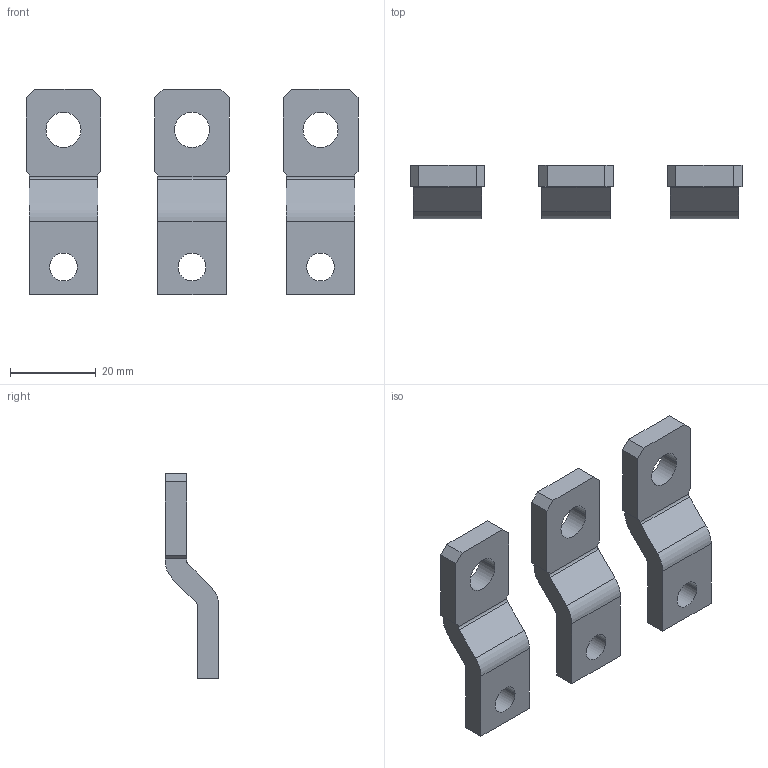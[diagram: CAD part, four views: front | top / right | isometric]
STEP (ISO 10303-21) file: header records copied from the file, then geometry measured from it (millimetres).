
FILE_DESCRIPTION(('CATIA V5 STEP Exchange'),'2;1');
FILE_NAME('1SDH001295R0152_1PA_001_00_XT2_3P_FIXED_EF_SUP.stp','2014-11-11T15:22:37+00:00',('none'),('none'),'CATIA Version 5 Release 20 SP 1 (IN-10)','CATIA V5 STEP AP214','none');
FILE_SCHEMA(('AUTOMOTIVE_DESIGN { 1 0 10303 214 1 1 1 1 }'));
Length unit declared in the file: millimetre
Products named in the file (1): 1SDH001295R0152_1PA_001_00_XT2_3P_FIXED_EF_SUP
Bounding box: 77.5 x 12.5 x 48 mm (x, y, z)
Volume: 11285 mm3; surface area: 7207.5 mm2
Topology: 3 solids, 3 shells, 72 faces, 198 edges, 132 vertices
Faces by surface type: plane 48, cylinder 24
Entity records: 2154 total; most frequent: ORIENTED_EDGE 396, CARTESIAN_POINT 374, DIRECTION 284, EDGE_CURVE 198, VECTOR 150, LINE 150, VERTEX_POINT 132, AXIS2_PLACEMENT_3D 92
